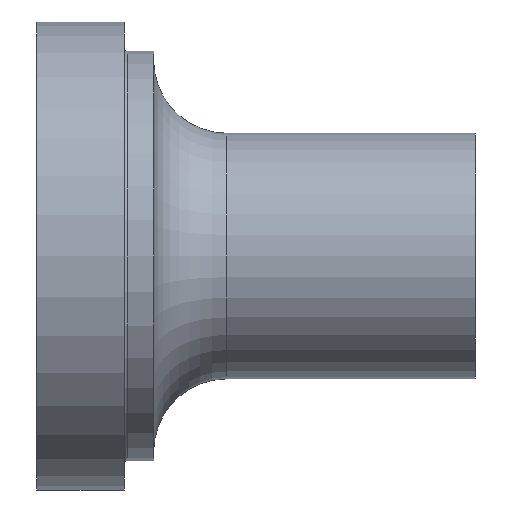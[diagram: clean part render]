
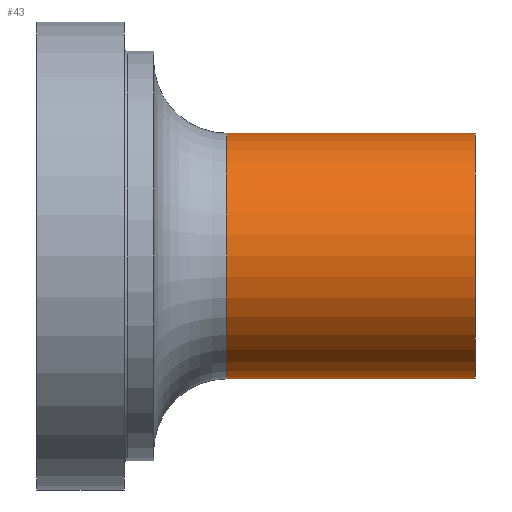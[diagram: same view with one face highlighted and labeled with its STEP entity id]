
A CAD part, front view. The second image highlights one B-rep face of the part: STEP entity #43.
In plain terms, the highlighted cylindrical face has radius 4.2 mm (diameter 8.4 mm), a full revolution.
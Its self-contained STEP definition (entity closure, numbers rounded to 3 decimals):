
#43 = ADVANCED_FACE( '', ( #92, #93 ), #94, .T. );
#92 = FACE_OUTER_BOUND( '', #151, .T. );
#93 = FACE_OUTER_BOUND( '', #152, .T. );
#94 = CYLINDRICAL_SURFACE( '', #153, 4.2 );
#151 = EDGE_LOOP( '', ( #210 ) );
#152 = EDGE_LOOP( '', ( #211 ) );
#153 = AXIS2_PLACEMENT_3D( '', #212, #213, #214 );
#210 = ORIENTED_EDGE( '', *, *, #278, .T. );
#211 = ORIENTED_EDGE( '', *, *, #273, .F. );
#212 = CARTESIAN_POINT( '', ( -60., 0., 0. ) );
#213 = DIRECTION( '', ( 1., 0., 0. ) );
#214 = DIRECTION( '', ( 0., 0., 1. ) );
#273 = EDGE_CURVE( '', #301, #301, #302, .T. );
#278 = EDGE_CURVE( '', #309, #309, #310, .T. );
#301 = VERTEX_POINT( '', #340 );
#302 = CIRCLE( '', #341, 4.2 );
#309 = VERTEX_POINT( '', #348 );
#310 = CIRCLE( '', #349, 4.2 );
#340 = CARTESIAN_POINT( '', ( -8.5, 0., 4.2 ) );
#341 = AXIS2_PLACEMENT_3D( '', #379, #380, #381 );
#348 = CARTESIAN_POINT( '', ( 0., 0., 4.2 ) );
#349 = AXIS2_PLACEMENT_3D( '', #388, #389, #390 );
#379 = CARTESIAN_POINT( '', ( -8.5, 0., 0. ) );
#380 = DIRECTION( '', ( -1., 0., 0. ) );
#381 = DIRECTION( '', ( 0., 0., 1. ) );
#388 = CARTESIAN_POINT( '', ( 0., 0., 0. ) );
#389 = DIRECTION( '', ( -1., 0., 0. ) );
#390 = DIRECTION( '', ( 0., 0., 1. ) );
